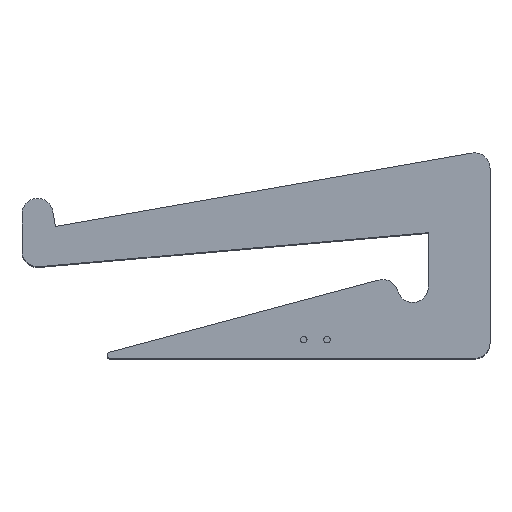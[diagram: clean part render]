
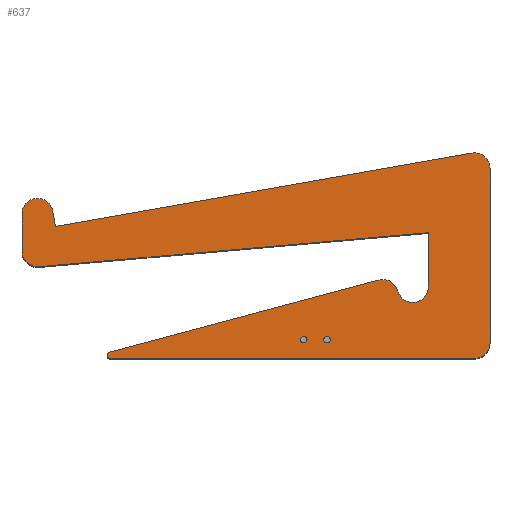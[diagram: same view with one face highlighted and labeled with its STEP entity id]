
A CAD part, top view. The second image highlights one B-rep face of the part: STEP entity #637.
In plain terms, the highlighted planar face has unit normal (0, 0, 1).
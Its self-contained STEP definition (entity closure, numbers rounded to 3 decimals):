
#37=FACE_BOUND('',#131,.T.);
#38=FACE_BOUND('',#132,.T.);
#58=PLANE('',#761);
#91=FACE_OUTER_BOUND('',#130,.T.);
#130=EDGE_LOOP('',(#573,#574,#575,#576,#577,#578,#579,#580,#581,#582,#583,
#584,#585,#586,#587));
#131=EDGE_LOOP('',(#588,#589));
#132=EDGE_LOOP('',(#590,#591));
#155=LINE('',#1075,#204);
#165=LINE('',#1109,#214);
#168=LINE('',#1117,#217);
#172=LINE('',#1127,#221);
#175=LINE('',#1135,#224);
#177=LINE('',#1141,#226);
#178=LINE('',#1144,#227);
#181=LINE('',#1151,#230);
#204=VECTOR('',#881,10.);
#214=VECTOR('',#911,10.);
#217=VECTOR('',#920,10.);
#221=VECTOR('',#930,10.);
#224=VECTOR('',#939,10.);
#226=VECTOR('',#947,10.);
#227=VECTOR('',#950,10.);
#230=VECTOR('',#959,10.);
#249=CIRCLE('',#724,2.1);
#250=CIRCLE('',#725,2.1);
#253=CIRCLE('',#729,2.1);
#254=CIRCLE('',#730,2.1);
#255=CIRCLE('',#732,2.);
#263=CIRCLE('',#743,10.);
#264=CIRCLE('',#746,10.);
#265=CIRCLE('',#749,10.);
#266=CIRCLE('',#752,10.);
#267=CIRCLE('',#755,10.);
#268=CIRCLE('',#759,10.);
#295=VERTEX_POINT('',#1046);
#296=VERTEX_POINT('',#1048);
#299=VERTEX_POINT('',#1056);
#300=VERTEX_POINT('',#1058);
#301=VERTEX_POINT('',#1062);
#302=VERTEX_POINT('',#1063);
#306=VERTEX_POINT('',#1073);
#319=VERTEX_POINT('',#1103);
#320=VERTEX_POINT('',#1107);
#321=VERTEX_POINT('',#1111);
#322=VERTEX_POINT('',#1115);
#323=VERTEX_POINT('',#1119);
#324=VERTEX_POINT('',#1120);
#325=VERTEX_POINT('',#1125);
#326=VERTEX_POINT('',#1129);
#327=VERTEX_POINT('',#1130);
#328=VERTEX_POINT('',#1137);
#329=VERTEX_POINT('',#1143);
#330=VERTEX_POINT('',#1147);
#366=EDGE_CURVE('',#296,#295,#249,.T.);
#367=EDGE_CURVE('',#295,#296,#250,.T.);
#371=EDGE_CURVE('',#300,#299,#253,.T.);
#372=EDGE_CURVE('',#299,#300,#254,.T.);
#373=EDGE_CURVE('',#301,#302,#255,.T.);
#379=EDGE_CURVE('',#301,#306,#155,.T.);
#393=EDGE_CURVE('',#319,#306,#263,.T.);
#396=EDGE_CURVE('',#319,#320,#165,.T.);
#397=EDGE_CURVE('',#321,#320,#264,.T.);
#400=EDGE_CURVE('',#321,#322,#168,.T.);
#401=EDGE_CURVE('',#323,#324,#265,.T.);
#405=EDGE_CURVE('',#323,#325,#172,.T.);
#406=EDGE_CURVE('',#326,#327,#266,.T.);
#409=EDGE_CURVE('',#326,#302,#175,.T.);
#410=EDGE_CURVE('',#328,#327,#267,.T.);
#412=EDGE_CURVE('',#325,#328,#177,.T.);
#413=EDGE_CURVE('',#329,#324,#178,.T.);
#415=EDGE_CURVE('',#330,#329,#268,.T.);
#417=EDGE_CURVE('',#322,#330,#181,.T.);
#573=ORIENTED_EDGE('',*,*,#373,.F.);
#574=ORIENTED_EDGE('',*,*,#379,.T.);
#575=ORIENTED_EDGE('',*,*,#393,.F.);
#576=ORIENTED_EDGE('',*,*,#396,.T.);
#577=ORIENTED_EDGE('',*,*,#397,.F.);
#578=ORIENTED_EDGE('',*,*,#400,.T.);
#579=ORIENTED_EDGE('',*,*,#417,.T.);
#580=ORIENTED_EDGE('',*,*,#415,.T.);
#581=ORIENTED_EDGE('',*,*,#413,.T.);
#582=ORIENTED_EDGE('',*,*,#401,.F.);
#583=ORIENTED_EDGE('',*,*,#405,.T.);
#584=ORIENTED_EDGE('',*,*,#412,.T.);
#585=ORIENTED_EDGE('',*,*,#410,.T.);
#586=ORIENTED_EDGE('',*,*,#406,.F.);
#587=ORIENTED_EDGE('',*,*,#409,.T.);
#588=ORIENTED_EDGE('',*,*,#366,.T.);
#589=ORIENTED_EDGE('',*,*,#367,.T.);
#590=ORIENTED_EDGE('',*,*,#371,.T.);
#591=ORIENTED_EDGE('',*,*,#372,.T.);
#637=ADVANCED_FACE('',(#91,#37,#38),#58,.T.);
#724=AXIS2_PLACEMENT_3D('',#1049,#854,#855);
#725=AXIS2_PLACEMENT_3D('',#1050,#856,#857);
#729=AXIS2_PLACEMENT_3D('',#1059,#865,#866);
#730=AXIS2_PLACEMENT_3D('',#1060,#867,#868);
#732=AXIS2_PLACEMENT_3D('',#1064,#871,#872);
#743=AXIS2_PLACEMENT_3D('',#1104,#905,#906);
#746=AXIS2_PLACEMENT_3D('',#1112,#914,#915);
#749=AXIS2_PLACEMENT_3D('',#1121,#923,#924);
#752=AXIS2_PLACEMENT_3D('',#1131,#933,#934);
#755=AXIS2_PLACEMENT_3D('',#1138,#942,#943);
#759=AXIS2_PLACEMENT_3D('',#1148,#954,#955);
#761=AXIS2_PLACEMENT_3D('',#1152,#960,#961);
#854=DIRECTION('center_axis',(0.,0.,-1.));
#855=DIRECTION('ref_axis',(-1.,0.,0.));
#856=DIRECTION('center_axis',(0.,0.,-1.));
#857=DIRECTION('ref_axis',(-1.,0.,0.));
#865=DIRECTION('center_axis',(0.,0.,-1.));
#866=DIRECTION('ref_axis',(-1.,0.,0.));
#867=DIRECTION('center_axis',(0.,0.,-1.));
#868=DIRECTION('ref_axis',(-1.,0.,0.));
#871=DIRECTION('center_axis',(0.,0.,-1.));
#872=DIRECTION('ref_axis',(-0.991,-0.131,0.));
#881=DIRECTION('',(1.,0.,0.));
#905=DIRECTION('center_axis',(0.,0.,-1.));
#906=DIRECTION('ref_axis',(0.707,-0.707,0.));
#911=DIRECTION('',(0.,1.,0.));
#914=DIRECTION('center_axis',(0.,0.,-1.));
#915=DIRECTION('ref_axis',(0.643,0.766,0.));
#920=DIRECTION('',(-0.985,-0.174,0.));
#923=DIRECTION('center_axis',(0.,0.,-1.));
#924=DIRECTION('ref_axis',(-0.676,-0.737,0.));
#930=DIRECTION('',(0.996,0.087,0.));
#933=DIRECTION('center_axis',(0.,0.,-1.));
#934=DIRECTION('ref_axis',(0.5,0.866,0.));
#939=DIRECTION('',(-0.966,-0.259,0.));
#942=DIRECTION('center_axis',(0.,0.,-1.));
#943=DIRECTION('ref_axis',(0.966,0.259,0.));
#947=DIRECTION('',(0.,-1.,0.));
#950=DIRECTION('',(0.,-1.,0.));
#954=DIRECTION('center_axis',(0.,0.,1.));
#955=DIRECTION('ref_axis',(0.985,0.174,0.));
#959=DIRECTION('',(-0.174,0.985,0.));
#960=DIRECTION('center_axis',(0.,0.,1.));
#961=DIRECTION('ref_axis',(1.,0.,0.));
#1046=CARTESIAN_POINT('',(157.1,12.,15.));
#1048=CARTESIAN_POINT('',(152.9,12.,15.));
#1049=CARTESIAN_POINT('Origin',(155.,12.,15.));
#1050=CARTESIAN_POINT('Origin',(155.,12.,15.));
#1056=CARTESIAN_POINT('',(142.1,12.,15.));
#1058=CARTESIAN_POINT('',(137.9,12.,15.));
#1059=CARTESIAN_POINT('Origin',(140.,12.,15.));
#1060=CARTESIAN_POINT('Origin',(140.,12.,15.));
#1062=CARTESIAN_POINT('',(15.192,0.,15.));
#1063=CARTESIAN_POINT('',(14.674,3.932,15.));
#1064=CARTESIAN_POINT('Origin',(15.192,2.,15.));
#1073=CARTESIAN_POINT('',(250.,0.,15.));
#1075=CARTESIAN_POINT('',(0.,0.,15.));
#1103=CARTESIAN_POINT('',(260.,10.,15.));
#1104=CARTESIAN_POINT('Origin',(250.,10.,15.));
#1107=CARTESIAN_POINT('',(260.,122.421,15.));
#1109=CARTESIAN_POINT('',(260.,0.,15.));
#1111=CARTESIAN_POINT('',(248.264,132.269,15.));
#1112=CARTESIAN_POINT('Origin',(250.,122.421,15.));
#1115=CARTESIAN_POINT('',(-20.,84.967,15.));
#1117=CARTESIAN_POINT('',(260.,134.338,15.));
#1119=CARTESIAN_POINT('',(-30.713,59.029,15.));
#1120=CARTESIAN_POINT('',(-41.585,68.991,15.));
#1121=CARTESIAN_POINT('Origin',(-31.585,68.991,15.));
#1125=CARTESIAN_POINT('',(220.262,80.987,15.));
#1127=CARTESIAN_POINT('',(-41.585,58.078,15.));
#1129=CARTESIAN_POINT('',(188.356,50.47,15.));
#1130=CARTESIAN_POINT('',(200.603,43.399,15.));
#1131=CARTESIAN_POINT('Origin',(190.944,40.81,15.));
#1135=CARTESIAN_POINT('',(198.015,53.058,15.));
#1137=CARTESIAN_POINT('',(220.262,45.987,15.));
#1138=CARTESIAN_POINT('Origin',(210.262,45.987,15.));
#1141=CARTESIAN_POINT('',(220.262,80.987,15.));
#1143=CARTESIAN_POINT('',(-41.585,93.078,15.));
#1144=CARTESIAN_POINT('',(-41.585,93.078,15.));
#1147=CARTESIAN_POINT('',(-21.736,94.815,15.));
#1148=CARTESIAN_POINT('Origin',(-31.585,93.078,15.));
#1151=CARTESIAN_POINT('',(-20.,84.967,15.));
#1152=CARTESIAN_POINT('Origin',(109.208,67.169,15.));
